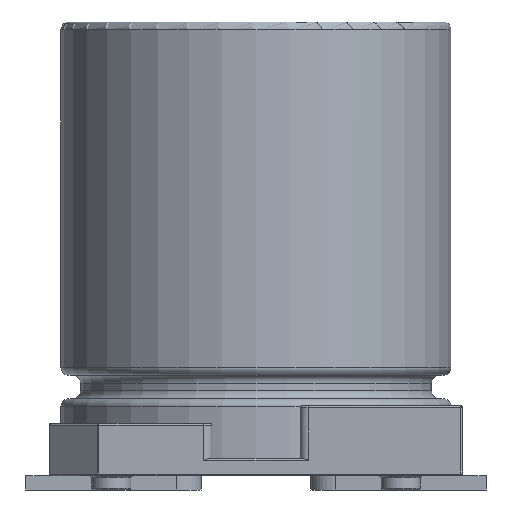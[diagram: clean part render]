
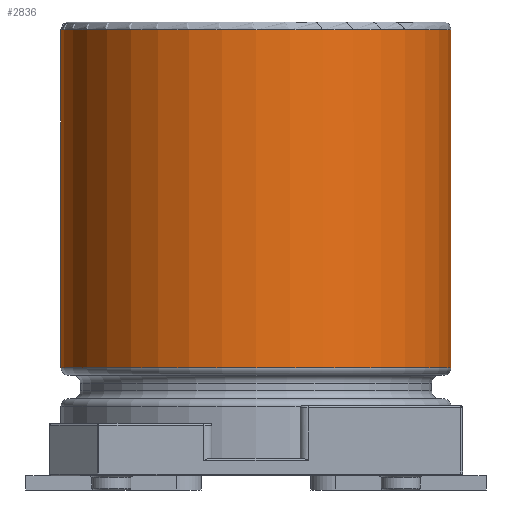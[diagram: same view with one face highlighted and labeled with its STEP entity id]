
A CAD part, front view. The second image highlights one B-rep face of the part: STEP entity #2836.
In plain terms, the highlighted cylindrical face has radius 2.5 mm (diameter 5 mm), a full revolution.
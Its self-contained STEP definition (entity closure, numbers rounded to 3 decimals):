
#276=CYLINDRICAL_SURFACE('',#3101,2.5);
#393=FACE_OUTER_BOUND('',#532,.T.);
#532=EDGE_LOOP('',(#2582,#2583,#2584,#2585,#2586,#2587));
#680=LINE('',#5358,#818);
#818=VECTOR('',#3734,2.5);
#951=CIRCLE('',#3099,2.5);
#952=CIRCLE('',#3100,2.5);
#953=CIRCLE('',#3102,2.5);
#954=CIRCLE('',#3103,2.5);
#1298=VERTEX_POINT('',#5351);
#1299=VERTEX_POINT('',#5353);
#1300=VERTEX_POINT('',#5357);
#1301=VERTEX_POINT('',#5359);
#1734=EDGE_CURVE('',#1298,#1299,#951,.T.);
#1735=EDGE_CURVE('',#1299,#1298,#952,.T.);
#1736=EDGE_CURVE('',#1299,#1300,#680,.T.);
#1737=EDGE_CURVE('',#1301,#1300,#953,.T.);
#1738=EDGE_CURVE('',#1300,#1301,#954,.T.);
#2582=ORIENTED_EDGE('',*,*,#1735,.F.);
#2583=ORIENTED_EDGE('',*,*,#1736,.T.);
#2584=ORIENTED_EDGE('',*,*,#1737,.F.);
#2585=ORIENTED_EDGE('',*,*,#1738,.F.);
#2586=ORIENTED_EDGE('',*,*,#1736,.F.);
#2587=ORIENTED_EDGE('',*,*,#1734,.F.);
#2836=ADVANCED_FACE('',(#393),#276,.T.);
#3099=AXIS2_PLACEMENT_3D('',#5354,#3728,#3729);
#3100=AXIS2_PLACEMENT_3D('',#5355,#3730,#3731);
#3101=AXIS2_PLACEMENT_3D('',#5356,#3732,#3733);
#3102=AXIS2_PLACEMENT_3D('',#5360,#3735,#3736);
#3103=AXIS2_PLACEMENT_3D('',#5361,#3737,#3738);
#3728=DIRECTION('center_axis',(0.,0.,1.));
#3729=DIRECTION('ref_axis',(0.,1.,0.));
#3730=DIRECTION('center_axis',(0.,0.,1.));
#3731=DIRECTION('ref_axis',(0.,1.,0.));
#3732=DIRECTION('center_axis',(0.,0.,1.));
#3733=DIRECTION('ref_axis',(0.,1.,0.));
#3734=DIRECTION('',(0.,0.,-1.));
#3735=DIRECTION('center_axis',(0.,0.,-1.));
#3736=DIRECTION('ref_axis',(0.,-1.,0.));
#3737=DIRECTION('center_axis',(0.,0.,-1.));
#3738=DIRECTION('ref_axis',(0.,-1.,0.));
#5351=CARTESIAN_POINT('',(0.,2.5,5.9));
#5353=CARTESIAN_POINT('',(0.,-2.5,5.9));
#5354=CARTESIAN_POINT('Origin',(0.,0.,5.9));
#5355=CARTESIAN_POINT('Origin',(0.,0.,5.9));
#5356=CARTESIAN_POINT('Origin',(0.,0.,0.405));
#5357=CARTESIAN_POINT('',(0.,-2.5,1.57));
#5358=CARTESIAN_POINT('',(0.,-2.5,0.405));
#5359=CARTESIAN_POINT('',(0.,2.5,1.57));
#5360=CARTESIAN_POINT('Origin',(0.,0.,1.57));
#5361=CARTESIAN_POINT('Origin',(0.,0.,1.57));
